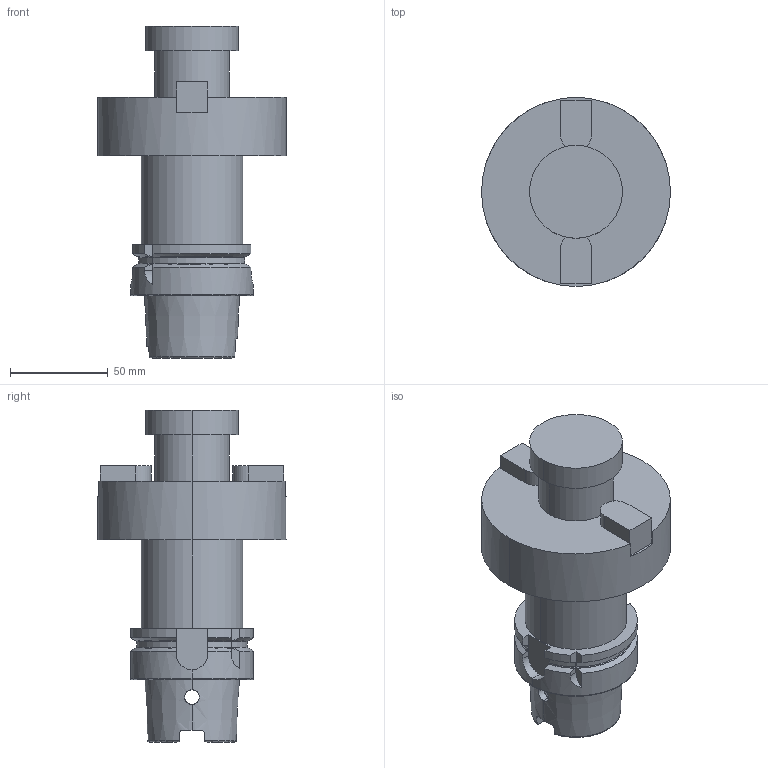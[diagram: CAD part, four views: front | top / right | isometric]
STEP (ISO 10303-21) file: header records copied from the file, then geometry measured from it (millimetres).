
FILE_DESCRIPTION (( 'STEP AP203' ), '1' );
FILE_NAME ('STP-SATE-93550.STEP', '2018-07-04T07:42:17', ( '' ), ( '' ), 'SwSTEP 2.0', 'SolidWorks 2015', '' );
FILE_SCHEMA (( 'CONFIG_CONTROL_DESIGN' ));
Length unit declared in the file: millimetre
Products named in the file (1): STP-SATE-93550
Bounding box: 96.77 x 96.77 x 170.12 mm (x, y, z)
Volume: 456893.1 mm3; surface area: 56930.4 mm2
Topology: 1 solids, 2 shells, 121 faces, 315 edges, 201 vertices
Faces by surface type: plane 47, cylinder 42, torus 20, cone 12
Entity records: 4316 total; most frequent: CARTESIAN_POINT 1291, ORIENTED_EDGE 630, DIRECTION 611, EDGE_CURVE 315, AXIS2_PLACEMENT_3D 239, VERTEX_POINT 201, LINE 133, VECTOR 133
